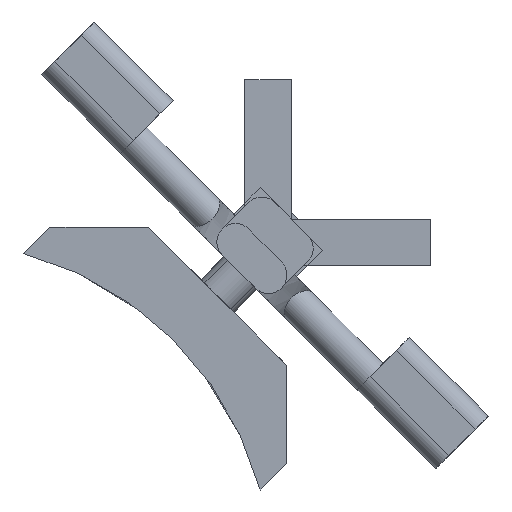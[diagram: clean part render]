
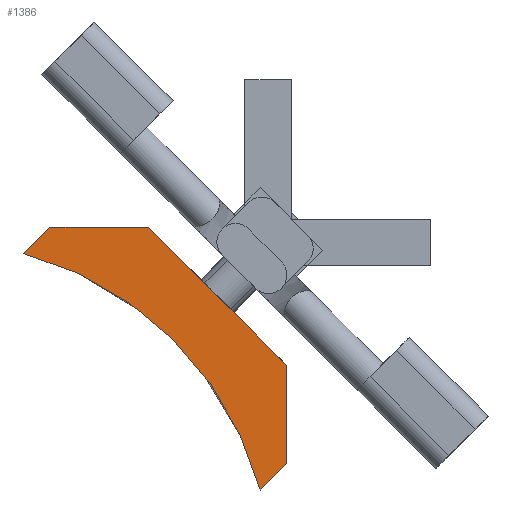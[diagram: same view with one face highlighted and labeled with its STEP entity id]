
A CAD part, left-side view. The second image highlights one B-rep face of the part: STEP entity #1386.
In plain terms, the highlighted planar face has unit normal (-1, 0, 0).
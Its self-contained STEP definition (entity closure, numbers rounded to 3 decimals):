
#1261 = VERTEX_POINT('',#1262);
#1262 = CARTESIAN_POINT('',(-6.,-18.,23.));
#1280 = VERTEX_POINT('',#1281);
#1281 = CARTESIAN_POINT('',(-6.,18.,23.));
#1287 = EDGE_CURVE('',#1261,#1280,#1288,.T.);
#1288 = CIRCLE('',#1289,36.);
#1289 = AXIS2_PLACEMENT_3D('',#1290,#1291,#1292);
#1290 = CARTESIAN_POINT('',(-6.,0.,54.177));
#1291 = DIRECTION('',(1.,0.,0.));
#1292 = DIRECTION('',(0.,1.,0.));
#1369 = VERTEX_POINT('',#1370);
#1370 = CARTESIAN_POINT('',(-6.,-18.,19.));
#1376 = EDGE_CURVE('',#1261,#1369,#1377,.T.);
#1377 = LINE('',#1378,#1379);
#1378 = CARTESIAN_POINT('',(-6.,-18.,23.));
#1379 = VECTOR('',#1380,1.);
#1380 = DIRECTION('',(0.,0.,-1.));
#1386 = ADVANCED_FACE('',(#1387),#1421,.F.);
#1387 = FACE_BOUND('',#1388,.T.);
#1388 = EDGE_LOOP('',(#1389,#1390,#1398,#1406,#1414,#1420));
#1389 = ORIENTED_EDGE('',*,*,#1287,.T.);
#1390 = ORIENTED_EDGE('',*,*,#1391,.T.);
#1391 = EDGE_CURVE('',#1280,#1392,#1394,.T.);
#1392 = VERTEX_POINT('',#1393);
#1393 = CARTESIAN_POINT('',(-6.,18.,19.));
#1394 = LINE('',#1395,#1396);
#1395 = CARTESIAN_POINT('',(-6.,18.,23.));
#1396 = VECTOR('',#1397,1.);
#1397 = DIRECTION('',(0.,0.,-1.));
#1398 = ORIENTED_EDGE('',*,*,#1399,.F.);
#1399 = EDGE_CURVE('',#1400,#1392,#1402,.T.);
#1400 = VERTEX_POINT('',#1401);
#1401 = CARTESIAN_POINT('',(-6.,10.5,11.5));
#1402 = LINE('',#1403,#1404);
#1403 = CARTESIAN_POINT('',(-6.,10.5,11.5));
#1404 = VECTOR('',#1405,1.);
#1405 = DIRECTION('',(0.,0.707,0.707));
#1406 = ORIENTED_EDGE('',*,*,#1407,.F.);
#1407 = EDGE_CURVE('',#1408,#1400,#1410,.T.);
#1408 = VERTEX_POINT('',#1409);
#1409 = CARTESIAN_POINT('',(-6.,-10.5,11.5));
#1410 = LINE('',#1411,#1412);
#1411 = CARTESIAN_POINT('',(-6.,-10.5,11.5));
#1412 = VECTOR('',#1413,1.);
#1413 = DIRECTION('',(0.,1.,0.));
#1414 = ORIENTED_EDGE('',*,*,#1415,.F.);
#1415 = EDGE_CURVE('',#1369,#1408,#1416,.T.);
#1416 = LINE('',#1417,#1418);
#1417 = CARTESIAN_POINT('',(-6.,-18.,19.));
#1418 = VECTOR('',#1419,1.);
#1419 = DIRECTION('',(0.,0.707,-0.707));
#1420 = ORIENTED_EDGE('',*,*,#1376,.F.);
#1421 = PLANE('',#1422);
#1422 = AXIS2_PLACEMENT_3D('',#1423,#1424,#1425);
#1423 = CARTESIAN_POINT('',(-6.,0.,16.971));
#1424 = DIRECTION('',(1.,0.,0.));
#1425 = DIRECTION('',(0.,0.,1.));
